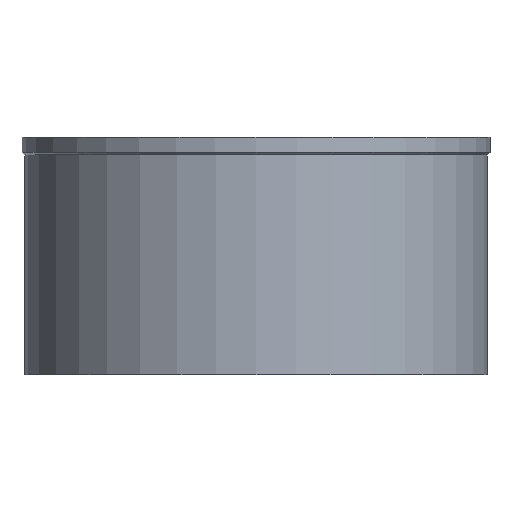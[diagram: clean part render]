
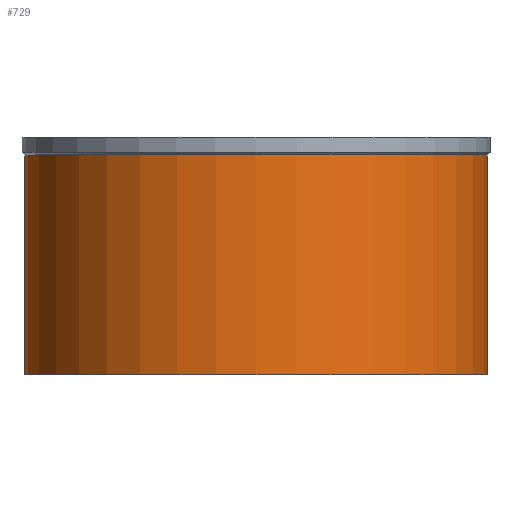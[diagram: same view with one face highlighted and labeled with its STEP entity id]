
A CAD part, left-side view. The second image highlights one B-rep face of the part: STEP entity #729.
In plain terms, the highlighted cylindrical face has radius 30 mm (diameter 60 mm), a partial arc.
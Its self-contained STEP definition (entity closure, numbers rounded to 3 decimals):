
#56=CARTESIAN_POINT('',(0.,0.,-2.3));
#57=DIRECTION('',(0.,0.,-1.));
#58=DIRECTION('',(0.,-1.,0.));
#59=AXIS2_PLACEMENT_3D('',#56,#57,#58);
#316=CARTESIAN_POINT('',(0.,0.,-30.8));
#317=DIRECTION('',(0.,0.,1.));
#318=DIRECTION('',(0.,1.,0.));
#319=AXIS2_PLACEMENT_3D('',#316,#317,#318);
#340=DIRECTION('',(0.,0.,-1.));
#341=VECTOR('',#340,28.5);
#342=CARTESIAN_POINT('',(0.,30.,-2.3));
#343=LINE('',#342,#341);
#347=DIRECTION('',(0.,0.,-1.));
#348=VECTOR('',#347,28.5);
#349=CARTESIAN_POINT('',(0.,-30.,-2.3));
#350=LINE('',#349,#348);
#355=CARTESIAN_POINT('',(0.,30.,-2.3));
#357=VERTEX_POINT('',#355);
#358=CARTESIAN_POINT('',(0.,-30.,-2.3));
#359=VERTEX_POINT('',#358);
#406=CARTESIAN_POINT('',(0.,-30.,-30.8));
#407=CARTESIAN_POINT('',(0.,30.,-30.8));
#408=VERTEX_POINT('',#406);
#409=VERTEX_POINT('',#407);
#718=CARTESIAN_POINT('',(0.,0.,0.));
#719=DIRECTION('',(0.,0.,-1.));
#720=DIRECTION('',(0.,-1.,0.));
#721=AXIS2_PLACEMENT_3D('',#718,#719,#720);
#722=CYLINDRICAL_SURFACE('',#721,30.);
#723=ORIENTED_EDGE('',*,*,#709,.F.);
#724=ORIENTED_EDGE('',*,*,#435,.F.);
#725=ORIENTED_EDGE('',*,*,#712,.T.);
#726=ORIENTED_EDGE('',*,*,#695,.F.);
#727=EDGE_LOOP('',(#723,#724,#725,#726));
#728=FACE_OUTER_BOUND('',#727,.F.);
#60=CIRCLE('',#59,30.);
#320=CIRCLE('',#319,30.);
#435=EDGE_CURVE('',#359,#357,#60,.T.);
#695=EDGE_CURVE('',#409,#408,#320,.T.);
#709=EDGE_CURVE('',#357,#409,#343,.T.);
#712=EDGE_CURVE('',#359,#408,#350,.T.);
#729=ADVANCED_FACE('',(#728),#722,.T.);
